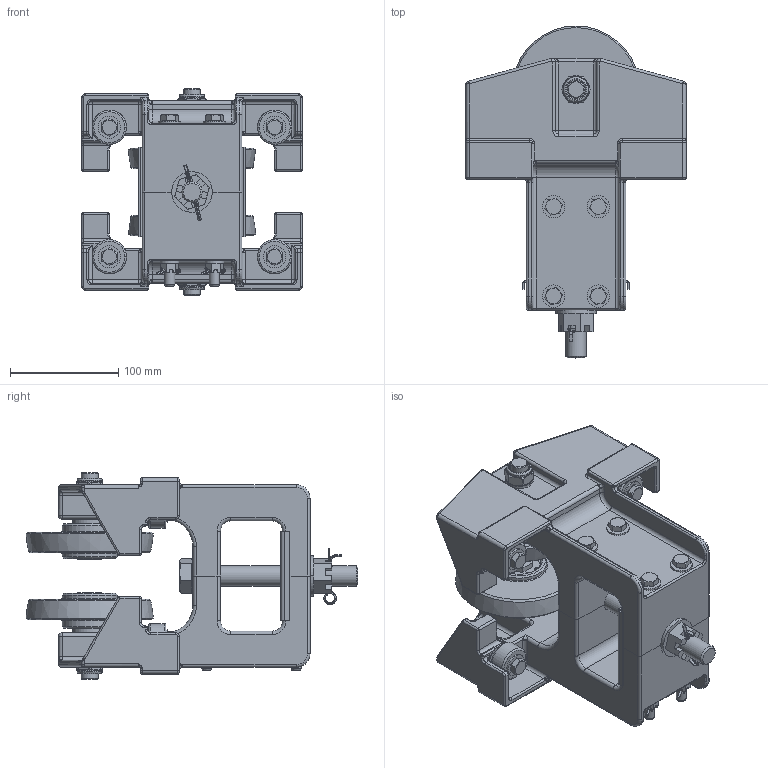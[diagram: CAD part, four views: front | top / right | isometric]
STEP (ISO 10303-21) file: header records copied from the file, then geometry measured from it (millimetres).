
FILE_DESCRIPTION((''),'2;1');
FILE_NAME('10013 AC-1027-333-D TROLLEY.stp','2011-03-31T07:16:15',('jholman'),(''),'Autodesk Inventor 2011','Autodesk Inventor 2011','');
FILE_SCHEMA(('AUTOMOTIVE_DESIGN { 1 0 10303 214 1 1 1 1 }'));
Length unit declared in the file: inch
Products named in the file (25): 10013; 3D11N4B4D; 3D11NHB4B; 3D11X6B4A; 3D1153B4A; 3D11L3B4B; Hex Nut - UNC (Regular Thread - Inch) 3/8 - 16; Regular Helical Spring Lock Washer (Inch) 3/8  Regular. Carbon Steel; Slotted Hex Nut - UNC (Regular Thread - Inch) 3/8 - 16; Pin - Cotter - Extended Prong Square Cut Type (Inch)  ANSI B18.8.1 3/32 x 3/4 Extended Prong Square Cut Type; Hex Cap Screw - UNC (Regular Thread - Inch) 3/8-16 UNC - 6; 3D11LYC4C; 3D11T0C4C; 3D11Q0C4C; 3D11W6B4B; 3D11A6B4A; 3D11B4C4B; 3D11D3C4B; 3D1144G4A; 3D1134G4A; 3D11F3B4A; 3D11G3B4A; 3D11W2B4A; Hex Cap Screw - UNC (Regular Thread - Inch) 3/4-10 UNC - 6; 3D1199B4C
Assembly tree (53 placements, depth 4):
  10013
    3D11N4B4D  x2
    3D11NHB4B  x4
      3D11X6B4A
      3D1153B4A
      3D11L3B4B
    Hex Nut - UNC (Regular Thread - Inch) 3/8 - 16  x4
    3D1153B4A  x4
    Regular Helical Spring Lock Washer (Inch) 3/8  Regular. Carbon Steel  x4
    Slotted Hex Nut - UNC (Regular Thread - Inch) 3/8 - 16  x4
    Pin - Cotter - Extended Prong Square Cut Type (Inch)  ANSI B18.8.1 3/32 x 3/4 Extended Prong Square Cut Type  x4
    Hex Cap Screw - UNC (Regular Thread - Inch) 3/8-16 UNC - 6  x4
    3D11LYC4C  x2
      3D11T0C4C
        3D11Q0C4C
        3D11W6B4B  x2
        3D11A6B4A
      3D11B4C4B
      3D11D3C4B
    3D1144G4A  x2
    3D1134G4A  x2
    3D11F3B4A
    3D11G3B4A  x2
    3D11W2B4A
    Hex Cap Screw - UNC (Regular Thread - Inch) 3/4-10 UNC - 6
    3D1199B4C
Bounding box: 203.2 x 306.07 x 190.17 mm (x, y, z)
Volume: 2210978.4 mm3; surface area: 483609.7 mm2
Topology: 64 solids, 64 shells, 2308 faces, 5359 edges, 3062 vertices
Faces by surface type: cylinder 766, plane 617, bspline 330, torus 248, cone 187, sphere 160
Full cylindrical faces by diameter (mm): 3.175 x4, 3.969 x1, 7.798 x8, 9.525 x12, 10.319 x8, 12.859 x4, 13.386 x2, 14.288 x4, 14.351 x2, 15.875 x2, 16.272 x4, 16.612 x2, 16.954 x2, 16.98 x4, 17.374 x2, 19.05 x1, 19.844 x1, 23.114 x2, 25.4 x2, 25.718 x1, 31.75 x2, 34.036 x2, 40.005 x4, 40.056 x4, 42.443 x2, 50.8 x4
Entity records: 31497 total; most frequent: CARTESIAN_POINT 9511, DIRECTION 4615, ORIENTED_EDGE 4258, EDGE_CURVE 2129, AXIS2_PLACEMENT_3D 1913, VERTEX_POINT 1285, EDGE_LOOP 1078, CIRCLE 980
